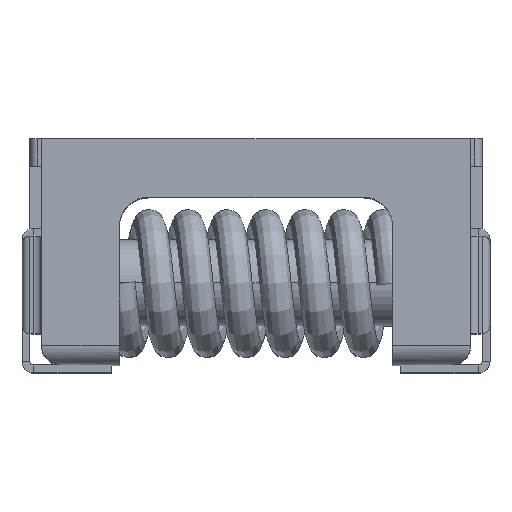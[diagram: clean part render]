
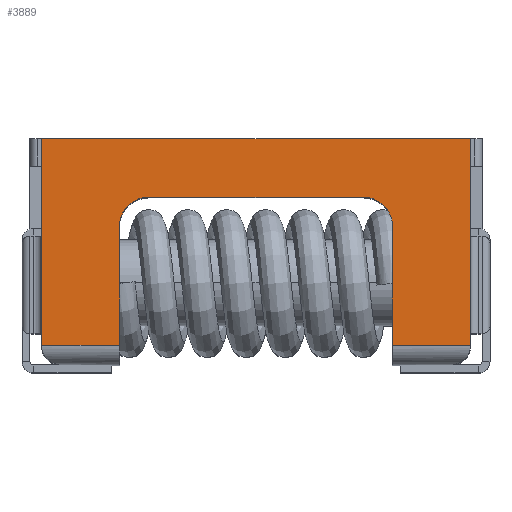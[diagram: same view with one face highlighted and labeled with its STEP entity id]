
A CAD part, top view. The second image highlights one B-rep face of the part: STEP entity #3889.
In plain terms, the highlighted planar face has unit normal (0, 0, 1).
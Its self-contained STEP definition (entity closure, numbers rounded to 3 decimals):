
#28 = FACE_OUTER_BOUND ( 'NONE', #8024, .T. ) ;
#58 = CARTESIAN_POINT ( 'NONE',  ( 3.5, 0., 5.5 ) ) ;
#284 = CARTESIAN_POINT ( 'NONE',  ( -2.75, 4.5, 5.5 ) ) ;
#357 = DIRECTION ( 'NONE',  ( 1., 0., 0. ) ) ;
#371 = ORIENTED_EDGE ( 'NONE', *, *, #3330, .T. ) ;
#448 = DIRECTION ( 'NONE',  ( 1., 0., 0. ) ) ;
#600 = VERTEX_POINT ( 'NONE', #8600 ) ;
#678 = CARTESIAN_POINT ( 'NONE',  ( -5.5, 0.7, 5.5 ) ) ;
#716 = ORIENTED_EDGE ( 'NONE', *, *, #8596, .F. ) ;
#823 = VERTEX_POINT ( 'NONE', #4260 ) ;
#915 = CARTESIAN_POINT ( 'NONE',  ( 3.5, 3.75, 5.5 ) ) ;
#950 = ORIENTED_EDGE ( 'NONE', *, *, #4296, .F. ) ;
#962 = VERTEX_POINT ( 'NONE', #3278 ) ;
#1147 = VECTOR ( 'NONE', #448, 1000. ) ;
#1394 = VECTOR ( 'NONE', #5890, 1000. ) ;
#1548 = CARTESIAN_POINT ( 'NONE',  ( 2.75, 3.75, 5.5 ) ) ;
#1822 = EDGE_CURVE ( 'NONE', #5429, #7377, #4014, .T. ) ;
#1877 = ORIENTED_EDGE ( 'NONE', *, *, #8177, .F. ) ;
#1884 = VECTOR ( 'NONE', #3302, 1000. ) ;
#1976 = PLANE ( 'NONE',  #6512 ) ;
#2013 = VECTOR ( 'NONE', #357, 1000. ) ;
#2198 = VERTEX_POINT ( 'NONE', #5478 ) ;
#2521 = DIRECTION ( 'NONE',  ( 0., 0., 1. ) ) ;
#2819 = ORIENTED_EDGE ( 'NONE', *, *, #4697, .F. ) ;
#3051 = LINE ( 'NONE', #9126, #1147 ) ;
#3278 = CARTESIAN_POINT ( 'NONE',  ( -2.75, 4.5, 5.5 ) ) ;
#3293 = CARTESIAN_POINT ( 'NONE',  ( -3.5, 0., 5.5 ) ) ;
#3302 = DIRECTION ( 'NONE',  ( 1., 0., 0. ) ) ;
#3330 = EDGE_CURVE ( 'NONE', #3610, #823, #7017, .T. ) ;
#3409 = LINE ( 'NONE', #4704, #4180 ) ;
#3610 = VERTEX_POINT ( 'NONE', #5436 ) ;
#3679 = AXIS2_PLACEMENT_3D ( 'NONE', #6086, #2521, #5258 ) ;
#3698 = EDGE_CURVE ( 'NONE', #5879, #7377, #5751, .T. ) ;
#3748 = VECTOR ( 'NONE', #8345, 1000. ) ;
#3889 = ADVANCED_FACE ( 'NONE', ( #28 ), #1976, .F. ) ;
#4014 = LINE ( 'NONE', #8227, #1884 ) ;
#4180 = VECTOR ( 'NONE', #4803, 1000. ) ;
#4249 = DIRECTION ( 'NONE',  ( 0., 0., -1. ) ) ;
#4260 = CARTESIAN_POINT ( 'NONE',  ( 5.5, 6., 5.5 ) ) ;
#4296 = EDGE_CURVE ( 'NONE', #5429, #2198, #3409, .T. ) ;
#4459 = CARTESIAN_POINT ( 'NONE',  ( 2.75, 4.5, 5.5 ) ) ;
#4697 = EDGE_CURVE ( 'NONE', #6780, #8356, #8818, .T. ) ;
#4704 = CARTESIAN_POINT ( 'NONE',  ( -5.5, 0., 5.5 ) ) ;
#4803 = DIRECTION ( 'NONE',  ( 0., 1., 0. ) ) ;
#5258 = DIRECTION ( 'NONE',  ( -1., 0., 0. ) ) ;
#5429 = VERTEX_POINT ( 'NONE', #678 ) ;
#5436 = CARTESIAN_POINT ( 'NONE',  ( 5.5, 0.7, 5.5 ) ) ;
#5478 = CARTESIAN_POINT ( 'NONE',  ( -5.5, 6., 5.5 ) ) ;
#5572 = CARTESIAN_POINT ( 'NONE',  ( 5.5, 0., 5.5 ) ) ;
#5751 = LINE ( 'NONE', #3293, #3748 ) ;
#5853 = VECTOR ( 'NONE', #6778, 1000. ) ;
#5879 = VERTEX_POINT ( 'NONE', #8874 ) ;
#5890 = DIRECTION ( 'NONE',  ( 0., 1., 0. ) ) ;
#6075 = ORIENTED_EDGE ( 'NONE', *, *, #6854, .F. ) ;
#6086 = CARTESIAN_POINT ( 'NONE',  ( -2.75, 3.75, 5.5 ) ) ;
#6135 = CARTESIAN_POINT ( 'NONE',  ( 6., 0.7, 5.5 ) ) ;
#6266 = LINE ( 'NONE', #58, #8207 ) ;
#6272 = LINE ( 'NONE', #6135, #2013 ) ;
#6335 = EDGE_CURVE ( 'NONE', #2198, #823, #3051, .T. ) ;
#6475 = CIRCLE ( 'NONE', #3679, 0.75 ) ;
#6512 = AXIS2_PLACEMENT_3D ( 'NONE', #8578, #4249, #9324 ) ;
#6515 = ORIENTED_EDGE ( 'NONE', *, *, #7684, .T. ) ;
#6778 = DIRECTION ( 'NONE',  ( -1., 0., 0. ) ) ;
#6780 = VERTEX_POINT ( 'NONE', #915 ) ;
#6854 = EDGE_CURVE ( 'NONE', #8356, #962, #8704, .T. ) ;
#7017 = LINE ( 'NONE', #5572, #1394 ) ;
#7285 = DIRECTION ( 'NONE',  ( 0., 0., 1. ) ) ;
#7377 = VERTEX_POINT ( 'NONE', #8801 ) ;
#7684 = EDGE_CURVE ( 'NONE', #600, #3610, #6272, .T. ) ;
#7966 = DIRECTION ( 'NONE',  ( 1., 0., 0. ) ) ;
#8024 = EDGE_LOOP ( 'NONE', ( #950, #9092, #8077, #716, #6075, #2819, #1877, #6515, #371, #8301 ) ) ;
#8077 = ORIENTED_EDGE ( 'NONE', *, *, #3698, .F. ) ;
#8177 = EDGE_CURVE ( 'NONE', #600, #6780, #6266, .T. ) ;
#8207 = VECTOR ( 'NONE', #9313, 1000. ) ;
#8227 = CARTESIAN_POINT ( 'NONE',  ( 6., 0.7, 5.5 ) ) ;
#8301 = ORIENTED_EDGE ( 'NONE', *, *, #6335, .F. ) ;
#8345 = DIRECTION ( 'NONE',  ( 0., -1., 0. ) ) ;
#8356 = VERTEX_POINT ( 'NONE', #4459 ) ;
#8424 = AXIS2_PLACEMENT_3D ( 'NONE', #1548, #7285, #7966 ) ;
#8578 = CARTESIAN_POINT ( 'NONE',  ( 6., 6., 5.5 ) ) ;
#8596 = EDGE_CURVE ( 'NONE', #962, #5879, #6475, .T. ) ;
#8600 = CARTESIAN_POINT ( 'NONE',  ( 3.5, 0.7, 5.5 ) ) ;
#8704 = LINE ( 'NONE', #284, #5853 ) ;
#8801 = CARTESIAN_POINT ( 'NONE',  ( -3.5, 0.7, 5.5 ) ) ;
#8818 = CIRCLE ( 'NONE', #8424, 0.75 ) ;
#8874 = CARTESIAN_POINT ( 'NONE',  ( -3.5, 3.75, 5.5 ) ) ;
#9092 = ORIENTED_EDGE ( 'NONE', *, *, #1822, .T. ) ;
#9126 = CARTESIAN_POINT ( 'NONE',  ( 6., 6., 5.5 ) ) ;
#9313 = DIRECTION ( 'NONE',  ( 0., 1., 0. ) ) ;
#9324 = DIRECTION ( 'NONE',  ( -1., 0., 0. ) ) ;
